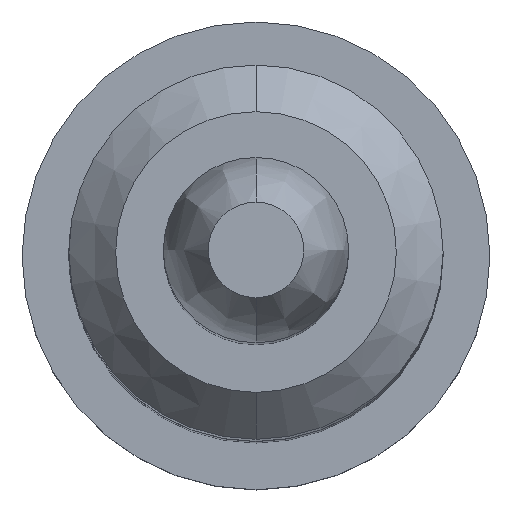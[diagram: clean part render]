
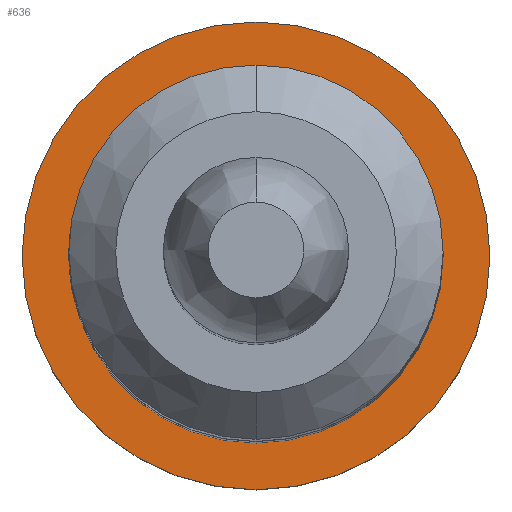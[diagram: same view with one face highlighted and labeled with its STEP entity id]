
A CAD part, top view. The second image highlights one B-rep face of the part: STEP entity #636.
In plain terms, the highlighted planar face has unit normal (0, 0, 1).
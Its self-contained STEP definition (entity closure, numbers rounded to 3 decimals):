
#69=CARTESIAN_POINT('',(0.,0.,-6.05));
#70=DIRECTION('',(0.,0.,-1.));
#71=DIRECTION('',(0.,1.,0.));
#72=AXIS2_PLACEMENT_3D('',#69,#70,#71);
#74=CARTESIAN_POINT('',(0.,0.,-6.05));
#75=DIRECTION('',(0.,0.,1.));
#76=DIRECTION('',(0.,1.,0.));
#77=AXIS2_PLACEMENT_3D('',#74,#75,#76);
#87=CARTESIAN_POINT('',(0.,0.,-6.05));
#88=DIRECTION('',(0.,0.,1.));
#89=DIRECTION('',(0.,1.,0.));
#90=AXIS2_PLACEMENT_3D('',#87,#88,#89);
#120=CARTESIAN_POINT('',(0.,0.,-6.05));
#121=DIRECTION('',(0.,0.,-1.));
#122=DIRECTION('',(0.,1.,0.));
#123=AXIS2_PLACEMENT_3D('',#120,#121,#122);
#441=CARTESIAN_POINT('',(0.,1.,-6.05));
#443=VERTEX_POINT('',#441);
#447=CARTESIAN_POINT('',(0.,-1.,-6.05));
#449=VERTEX_POINT('',#447);
#453=CARTESIAN_POINT('',(0.,1.25,-6.05));
#454=CARTESIAN_POINT('',(0.,-1.25,-6.05));
#455=VERTEX_POINT('',#453);
#456=VERTEX_POINT('',#454);
#621=CARTESIAN_POINT('',(0.,0.,-6.05));
#622=DIRECTION('',(0.,0.,-1.));
#623=DIRECTION('',(0.,-1.,0.));
#624=AXIS2_PLACEMENT_3D('',#621,#622,#623);
#625=PLANE('',#624);
#626=ORIENTED_EDGE('',*,*,#601,.T.);
#627=ORIENTED_EDGE('',*,*,#615,.F.);
#628=EDGE_LOOP('',(#626,#627));
#629=FACE_OUTER_BOUND('',#628,.F.);
#631=ORIENTED_EDGE('',*,*,#630,.T.);
#633=ORIENTED_EDGE('',*,*,#632,.F.);
#634=EDGE_LOOP('',(#631,#633));
#635=FACE_BOUND('',#634,.F.);
#73=CIRCLE('',#72,1.25);
#78=CIRCLE('',#77,1.25);
#91=CIRCLE('',#90,1.);
#124=CIRCLE('',#123,1.);
#601=EDGE_CURVE('',#455,#456,#73,.T.);
#615=EDGE_CURVE('',#455,#456,#78,.T.);
#630=EDGE_CURVE('',#443,#449,#91,.T.);
#632=EDGE_CURVE('',#443,#449,#124,.T.);
#636=ADVANCED_FACE('',(#629,#635),#625,.F.);
